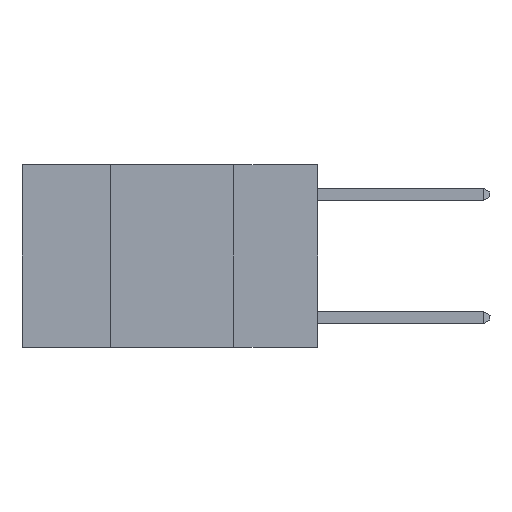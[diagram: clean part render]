
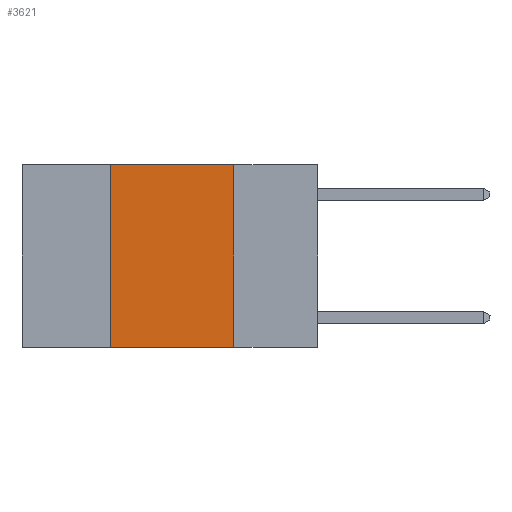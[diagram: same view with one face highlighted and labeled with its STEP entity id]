
A CAD part, left-side view. The second image highlights one B-rep face of the part: STEP entity #3621.
In plain terms, the highlighted planar face has unit normal (-1, 0, 0).
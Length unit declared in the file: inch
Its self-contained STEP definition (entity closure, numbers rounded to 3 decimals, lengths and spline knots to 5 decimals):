
#1634 = VECTOR ( 'NONE', #5873, 39.37008 ) ;
#1713 = PLANE ( 'NONE',  #24248 ) ;
#2616 = FACE_OUTER_BOUND ( 'NONE', #21406, .T. ) ;
#2865 = CARTESIAN_POINT ( 'NONE',  ( 0., 0.42, 0. ) ) ;
#2986 = CARTESIAN_POINT ( 'NONE',  ( 0., 0.42, 0. ) ) ;
#3148 = ORIENTED_EDGE ( 'NONE', *, *, #9717, .F. ) ;
#3621 = ADVANCED_FACE ( 'NONE', ( #2616 ), #1713, .F. ) ;
#3769 = ORIENTED_EDGE ( 'NONE', *, *, #17804, .F. ) ;
#3890 = ORIENTED_EDGE ( 'NONE', *, *, #23978, .F. ) ;
#3958 = VERTEX_POINT ( 'NONE', #2986 ) ;
#4314 = ORIENTED_EDGE ( 'NONE', *, *, #10115, .T. ) ;
#5190 = CARTESIAN_POINT ( 'NONE',  ( 0., 0.42, -0.37 ) ) ;
#5873 = DIRECTION ( 'NONE',  ( 0., 0., -1. ) ) ;
#6232 = VERTEX_POINT ( 'NONE', #23324 ) ;
#6425 = DIRECTION ( 'NONE',  ( 0., -1., 0. ) ) ;
#7335 = VECTOR ( 'NONE', #6425, 39.37008 ) ;
#8950 = LINE ( 'NONE', #17921, #19772 ) ;
#9717 = EDGE_CURVE ( 'NONE', #9895, #6232, #24090, .T. ) ;
#9895 = VERTEX_POINT ( 'NONE', #19453 ) ;
#10115 = EDGE_CURVE ( 'NONE', #22663, #6232, #8950, .T. ) ;
#11723 = VECTOR ( 'NONE', #18158, 39.37008 ) ;
#12841 = DIRECTION ( 'NONE',  ( 1., 0., 0. ) ) ;
#13788 = LINE ( 'NONE', #19437, #7335 ) ;
#17804 = EDGE_CURVE ( 'NONE', #3958, #9895, #13788, .T. ) ;
#17921 = CARTESIAN_POINT ( 'NONE',  ( 0., 0.6, -0.37 ) ) ;
#18158 = DIRECTION ( 'NONE',  ( 0., 0., 1. ) ) ;
#18918 = CARTESIAN_POINT ( 'NONE',  ( 0., 0.17, 0. ) ) ;
#19437 = CARTESIAN_POINT ( 'NONE',  ( 0., 0.6, 0. ) ) ;
#19453 = CARTESIAN_POINT ( 'NONE',  ( 0., 0.17, 0. ) ) ;
#19772 = VECTOR ( 'NONE', #22243, 39.37008 ) ;
#21406 = EDGE_LOOP ( 'NONE', ( #3148, #3769, #3890, #4314 ) ) ;
#22243 = DIRECTION ( 'NONE',  ( 0., -1., 0. ) ) ;
#22663 = VERTEX_POINT ( 'NONE', #5190 ) ;
#23324 = CARTESIAN_POINT ( 'NONE',  ( 0., 0.17, -0.37 ) ) ;
#23978 = EDGE_CURVE ( 'NONE', #22663, #3958, #27446, .T. ) ;
#24090 = LINE ( 'NONE', #18918, #1634 ) ;
#24248 = AXIS2_PLACEMENT_3D ( 'NONE', #25628, #12841, #27769 ) ;
#25628 = CARTESIAN_POINT ( 'NONE',  ( 0., 0.6, 0. ) ) ;
#27446 = LINE ( 'NONE', #2865, #11723 ) ;
#27769 = DIRECTION ( 'NONE',  ( 0., 0., -1. ) ) ;
